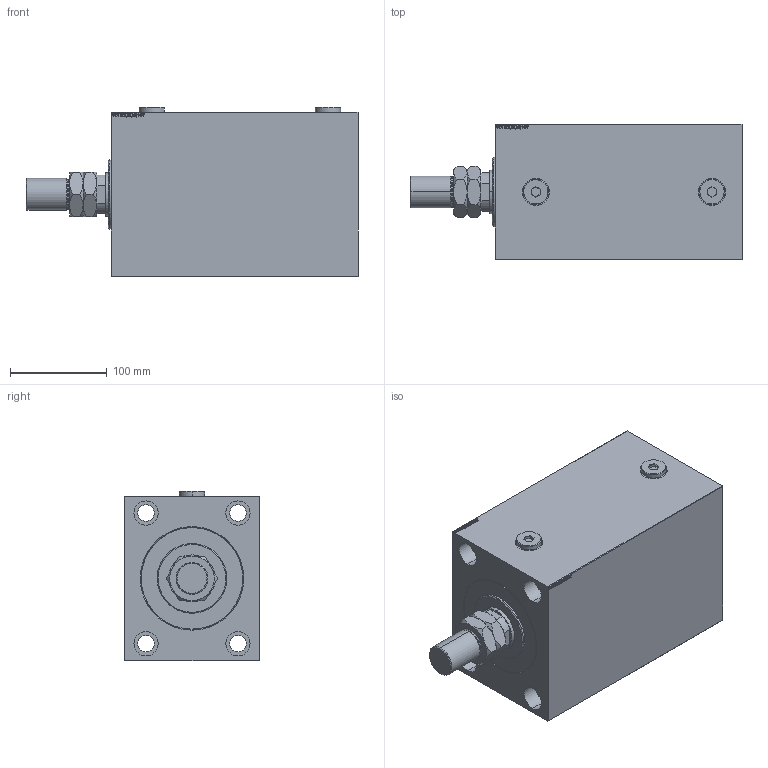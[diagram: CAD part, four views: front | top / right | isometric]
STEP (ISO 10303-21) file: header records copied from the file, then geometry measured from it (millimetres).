
FILE_DESCRIPTION (( 'STEP AP203' ), '1' );
FILE_NAME ('4d1c.STEP', '2024-02-11T23:19:45', ( '' ), ( '' ), 'SwSTEP 2.0', 'SolidWorks 2019', '' );
FILE_SCHEMA (( 'CONFIG_CONTROL_DESIGN' ));
Length unit declared in the file: millimetre
Products named in the file (6): 4d1c; MTA 1d166e1b8c03874c75504b259c86a88a; V450CM_VC_B 1d166e1b8c03874c75504b259c86a88a; Zatka_OIL_PORT 1d166e1b8c03874c75504b259c86a88a; V450CM_C_VCP 1d166e1b8c03874c75504b259c86a88a; V450CM_C_Body 1d166e1b8c03874c75504b259c86a88a
Assembly tree (6 placements, depth 2):
  4d1c
    V450CM_C_Body 1d166e1b8c03874c75504b259c86a88a
    V450CM_C_VCP 1d166e1b8c03874c75504b259c86a88a
    V450CM_VC_B 1d166e1b8c03874c75504b259c86a88a
    MTA 1d166e1b8c03874c75504b259c86a88a
    Zatka_OIL_PORT 1d166e1b8c03874c75504b259c86a88a  x2
Bounding box: 343 x 140 x 174.9 mm (x, y, z)
Volume: 4929402.3 mm3; surface area: 441724.3 mm2
Topology: 6 solids, 6 shells, 968 faces, 2434 edges, 1595 vertices
Faces by surface type: plane 458, bspline 380, cylinder 82, cone 46, torus 2
Entity records: 47024 total; most frequent: CARTESIAN_POINT 26101, ORIENTED_EDGE 4784, DIRECTION 2918, EDGE_CURVE 2392, VERTEX_POINT 1571, VECTOR 1374, LINE 1374, EDGE_LOOP 1085
